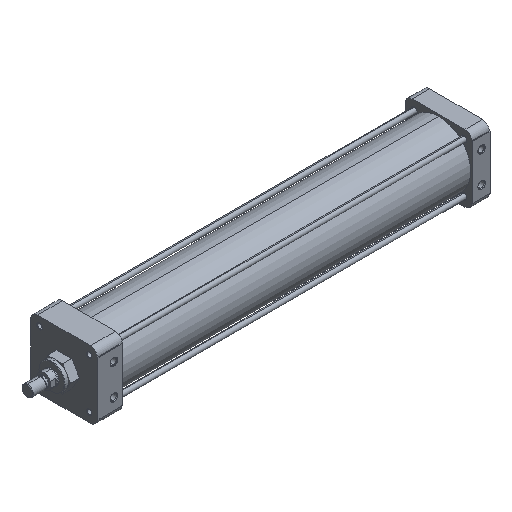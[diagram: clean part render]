
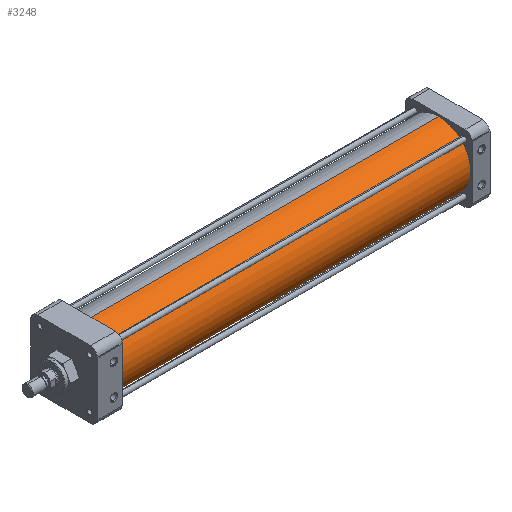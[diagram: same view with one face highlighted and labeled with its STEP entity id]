
A CAD part, isometric view. The second image highlights one B-rep face of the part: STEP entity #3248.
In plain terms, the highlighted cylindrical face has radius 53.975 mm (diameter 107.95 mm), a partial arc.
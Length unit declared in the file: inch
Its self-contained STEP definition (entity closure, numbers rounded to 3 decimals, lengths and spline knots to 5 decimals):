
#20 = DIRECTION ( 'NONE',  ( -1., 0., 0. ) ) ;
#722 = DIRECTION ( 'NONE',  ( 1., 0., 0. ) ) ;
#915 = VECTOR ( 'NONE', #1164, 39.37008 ) ;
#1164 = DIRECTION ( 'NONE',  ( 1., 0., 0. ) ) ;
#1284 = VERTEX_POINT ( 'NONE', #6581 ) ;
#1520 = DIRECTION ( 'NONE',  ( 1., 0., 0. ) ) ;
#1587 = VERTEX_POINT ( 'NONE', #2423 ) ;
#1849 = CARTESIAN_POINT ( 'NONE',  ( 1.67, 0., 2.125 ) ) ;
#2085 = EDGE_LOOP ( 'NONE', ( #4574, #11702, #13987, #2943 ) ) ;
#2175 = CARTESIAN_POINT ( 'NONE',  ( 25.076, 0., -2.125 ) ) ;
#2423 = CARTESIAN_POINT ( 'NONE',  ( 25.076, 0., 2.125 ) ) ;
#2943 = ORIENTED_EDGE ( 'NONE', *, *, #10675, .T. ) ;
#3248 = ADVANCED_FACE ( 'NONE', ( #9695 ), #4930, .T. ) ;
#4297 = DIRECTION ( 'NONE',  ( 1., 0., 0. ) ) ;
#4574 = ORIENTED_EDGE ( 'NONE', *, *, #9584, .F. ) ;
#4930 = CYLINDRICAL_SURFACE ( 'NONE', #10875, 2.125 ) ;
#5119 = VERTEX_POINT ( 'NONE', #1849 ) ;
#6152 = AXIS2_PLACEMENT_3D ( 'NONE', #6858, #20, #7992 ) ;
#6581 = CARTESIAN_POINT ( 'NONE',  ( 1.67, 0., -2.125 ) ) ;
#6616 = DIRECTION ( 'NONE',  ( 0., 0., -1. ) ) ;
#6858 = CARTESIAN_POINT ( 'NONE',  ( 25.076, 0., 0. ) ) ;
#7296 = CIRCLE ( 'NONE', #6152, 2.125 ) ;
#7578 = CARTESIAN_POINT ( 'NONE',  ( 1.67, 0., 0. ) ) ;
#7587 = VERTEX_POINT ( 'NONE', #14265 ) ;
#7992 = DIRECTION ( 'NONE',  ( 0., 0., -1. ) ) ;
#8697 = DIRECTION ( 'NONE',  ( 0., 0., -1. ) ) ;
#9191 = EDGE_CURVE ( 'NONE', #5119, #1284, #10964, .T. ) ;
#9470 = CARTESIAN_POINT ( 'NONE',  ( 25.076, 0., 2.125 ) ) ;
#9517 = AXIS2_PLACEMENT_3D ( 'NONE', #7578, #722, #8697 ) ;
#9584 = EDGE_CURVE ( 'NONE', #5119, #1587, #13085, .T. ) ;
#9695 = FACE_OUTER_BOUND ( 'NONE', #2085, .T. ) ;
#10005 = LINE ( 'NONE', #2175, #915 ) ;
#10675 = EDGE_CURVE ( 'NONE', #7587, #1587, #7296, .T. ) ;
#10875 = AXIS2_PLACEMENT_3D ( 'NONE', #14497, #4297, #6616 ) ;
#10964 = CIRCLE ( 'NONE', #9517, 2.125 ) ;
#11702 = ORIENTED_EDGE ( 'NONE', *, *, #9191, .T. ) ;
#12182 = EDGE_CURVE ( 'NONE', #1284, #7587, #10005, .T. ) ;
#12712 = VECTOR ( 'NONE', #1520, 39.37008 ) ;
#13085 = LINE ( 'NONE', #9470, #12712 ) ;
#13987 = ORIENTED_EDGE ( 'NONE', *, *, #12182, .T. ) ;
#14265 = CARTESIAN_POINT ( 'NONE',  ( 25.076, 0., -2.125 ) ) ;
#14497 = CARTESIAN_POINT ( 'NONE',  ( 25.076, 0., 0. ) ) ;
